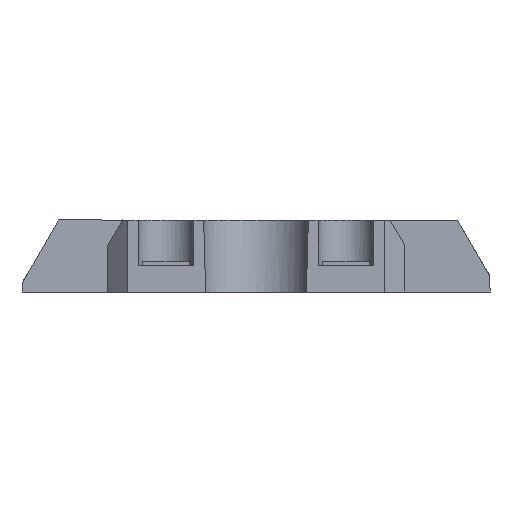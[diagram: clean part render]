
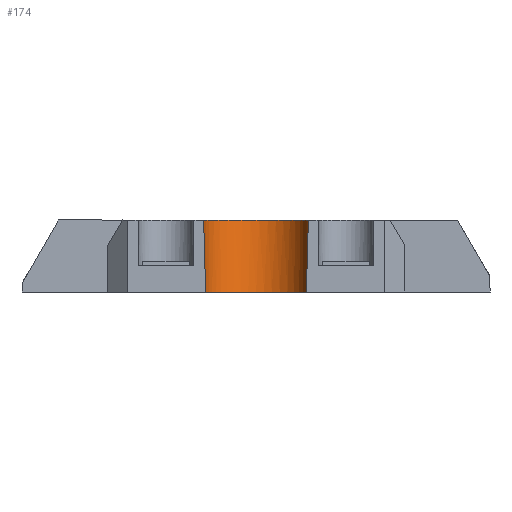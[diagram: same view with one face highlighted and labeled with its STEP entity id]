
A CAD part, front view. The second image highlights one B-rep face of the part: STEP entity #174.
In plain terms, the highlighted cylindrical face has radius 6 mm (diameter 12 mm), a partial arc.
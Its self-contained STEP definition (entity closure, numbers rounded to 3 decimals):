
#174 = ADVANCED_FACE ( 'NONE', ( #2324 ), #188, .F. ) ;
#188 = CYLINDRICAL_SURFACE ( 'NONE', #1314, 6. ) ;
#210 = ORIENTED_EDGE ( 'NONE', *, *, #2769, .F. ) ;
#227 = DIRECTION ( 'NONE',  ( 0., -0.996, 0.087 ) ) ;
#238 = CARTESIAN_POINT ( 'NONE',  ( -5.316, -39., 23.1 ) ) ;
#617 = CARTESIAN_POINT ( 'NONE',  ( -2.745, -32.926, 15.1 ) ) ;
#649 = CARTESIAN_POINT ( 'NONE',  ( -5.094, -39., 15.1 ) ) ;
#1244 = CARTESIAN_POINT ( 'NONE',  ( 6.094, -39., 15.1 ) ) ;
#1277 = CARTESIAN_POINT ( 'NONE',  ( 6.094, -39., 15.1 ) ) ;
#1314 = AXIS2_PLACEMENT_3D ( 'NONE', #5136, #4611, #227 ) ;
#1564 = EDGE_LOOP ( 'NONE', ( #4271, #2572, #1841, #210 ) ) ;
#1594 = EDGE_CURVE ( 'NONE', #4986, #4816, #4513, .T. ) ;
#1841 = ORIENTED_EDGE ( 'NONE', *, *, #6515, .F. ) ;
#2324 = FACE_OUTER_BOUND ( 'NONE', #1564, .T. ) ;
#2484 = CARTESIAN_POINT ( 'NONE',  ( 6.316, -39., 23.1 ) ) ;
#2572 = ORIENTED_EDGE ( 'NONE', *, *, #1594, .F. ) ;
#2659 =( BOUNDED_CURVE ( )  B_SPLINE_CURVE ( 3, ( #5732, #3632, #5793, #2484 ),
 .UNSPECIFIED., .F., .T. ) 
 B_SPLINE_CURVE_WITH_KNOTS ( ( 4, 4 ),
 ( 4.96, 7.606 ),
 .UNSPECIFIED. ) 
 CURVE ( )  GEOMETRIC_REPRESENTATION_ITEM ( )  RATIONAL_B_SPLINE_CURVE ( ( 1., 0.497, 0.497, 1. ) ) 
 REPRESENTATION_ITEM ( '' )  );
#2769 = EDGE_CURVE ( 'NONE', #4084, #6697, #5217, .T. ) ;
#2831 = CARTESIAN_POINT ( 'NONE',  ( -5.316, -39., 23.1 ) ) ;
#2883 = CARTESIAN_POINT ( 'NONE',  ( 6.316, -39., 23.1 ) ) ;
#2892 = CARTESIAN_POINT ( 'NONE',  ( -5.182, -39., 17.713 ) ) ;
#3195 = CARTESIAN_POINT ( 'NONE',  ( 6.094, -39., 15.1 ) ) ;
#3406 = CARTESIAN_POINT ( 'NONE',  ( 6.182, -39., 17.713 ) ) ;
#3632 = CARTESIAN_POINT ( 'NONE',  ( -3.401, -31.409, 23.1 ) ) ;
#4084 = VERTEX_POINT ( 'NONE', #6415 ) ;
#4271 = ORIENTED_EDGE ( 'NONE', *, *, #4502, .F. ) ;
#4502 = EDGE_CURVE ( 'NONE', #4816, #4084, #5524, .T. ) ;
#4513 =( BOUNDED_CURVE ( )  B_SPLINE_CURVE ( 3, ( #2883, #5016, #3406, #1277 ),
 .UNSPECIFIED., .F., .T. ) 
 B_SPLINE_CURVE_WITH_KNOTS ( ( 4, 4 ),
 ( 1.819, 1.941 ),
 .UNSPECIFIED. ) 
 CURVE ( )  GEOMETRIC_REPRESENTATION_ITEM ( )  RATIONAL_B_SPLINE_CURVE ( ( 1., 0.999, 0.999, 1. ) ) 
 REPRESENTATION_ITEM ( '' )  );
#4611 = DIRECTION ( 'NONE',  ( 0., 0.087, 0.996 ) ) ;
#4816 = VERTEX_POINT ( 'NONE', #3195 ) ;
#4986 = VERTEX_POINT ( 'NONE', #6275 ) ;
#5016 = CARTESIAN_POINT ( 'NONE',  ( 6.256, -39., 20.383 ) ) ;
#5026 = CARTESIAN_POINT ( 'NONE',  ( -5.256, -39., 20.383 ) ) ;
#5136 = CARTESIAN_POINT ( 'NONE',  ( 0.5, -42.5, 0. ) ) ;
#5217 =( BOUNDED_CURVE ( )  B_SPLINE_CURVE ( 3, ( #6098, #2892, #5026, #238 ),
 .UNSPECIFIED., .F., .T. ) 
 B_SPLINE_CURVE_WITH_KNOTS ( ( 4, 4 ),
 ( 4.342, 4.464 ),
 .UNSPECIFIED. ) 
 CURVE ( )  GEOMETRIC_REPRESENTATION_ITEM ( )  RATIONAL_B_SPLINE_CURVE ( ( 1., 0.999, 0.999, 1. ) ) 
 REPRESENTATION_ITEM ( '' )  );
#5431 = CARTESIAN_POINT ( 'NONE',  ( 3.745, -32.926, 15.1 ) ) ;
#5524 =( BOUNDED_CURVE ( )  B_SPLINE_CURVE ( 3, ( #1244, #5431, #617, #649 ),
 .UNSPECIFIED., .F., .T. ) 
 B_SPLINE_CURVE_WITH_KNOTS ( ( 4, 4 ),
 ( 5.083, 7.484 ),
 .UNSPECIFIED. ) 
 CURVE ( )  GEOMETRIC_REPRESENTATION_ITEM ( )  RATIONAL_B_SPLINE_CURVE ( ( 1., 0.575, 0.575, 1. ) ) 
 REPRESENTATION_ITEM ( '' )  );
#5732 = CARTESIAN_POINT ( 'NONE',  ( -5.316, -39., 23.1 ) ) ;
#5793 = CARTESIAN_POINT ( 'NONE',  ( 4.401, -31.409, 23.1 ) ) ;
#6098 = CARTESIAN_POINT ( 'NONE',  ( -5.094, -39., 15.1 ) ) ;
#6275 = CARTESIAN_POINT ( 'NONE',  ( 6.316, -39., 23.1 ) ) ;
#6415 = CARTESIAN_POINT ( 'NONE',  ( -5.094, -39., 15.1 ) ) ;
#6515 = EDGE_CURVE ( 'NONE', #6697, #4986, #2659, .T. ) ;
#6697 = VERTEX_POINT ( 'NONE', #2831 ) ;
